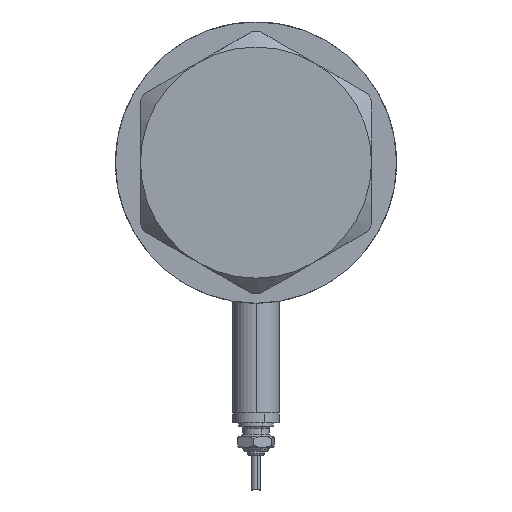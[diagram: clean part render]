
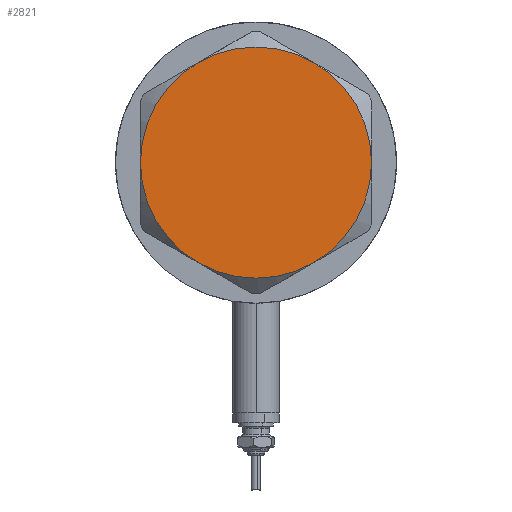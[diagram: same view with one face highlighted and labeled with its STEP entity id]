
A CAD part, left-side view. The second image highlights one B-rep face of the part: STEP entity #2821.
In plain terms, the highlighted face is planar.
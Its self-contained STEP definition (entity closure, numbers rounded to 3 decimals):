
#133 = VERTEX_POINT ( 'NONE', #241 ) ;
#219 = EDGE_CURVE ( 'NONE', #133, #1439, #2762, .T. ) ;
#241 = CARTESIAN_POINT ( 'NONE',  ( 15., -25.981, 14.5 ) ) ;
#389 = AXIS2_PLACEMENT_3D ( 'NONE', #3276, #5270, #2551 ) ;
#454 = AXIS2_PLACEMENT_3D ( 'NONE', #4514, #5533, #4680 ) ;
#904 = DIRECTION ( 'NONE',  ( 1., 0., 0. ) ) ;
#965 = CARTESIAN_POINT ( 'NONE',  ( 0., 0., 14.5 ) ) ;
#1045 = CARTESIAN_POINT ( 'NONE',  ( 0., 0., 14.5 ) ) ;
#1268 = VERTEX_POINT ( 'NONE', #3963 ) ;
#1439 = VERTEX_POINT ( 'NONE', #2036 ) ;
#1440 = CIRCLE ( 'NONE', #5482, 30. ) ;
#1446 = AXIS2_PLACEMENT_3D ( 'NONE', #4301, #4781, #4820 ) ;
#1581 = FACE_OUTER_BOUND ( 'NONE', #3742, .T. ) ;
#1604 = AXIS2_PLACEMENT_3D ( 'NONE', #4014, #5937, #5059 ) ;
#1730 = ORIENTED_EDGE ( 'NONE', *, *, #219, .T. ) ;
#1795 = CIRCLE ( 'NONE', #1604, 30. ) ;
#1936 = VERTEX_POINT ( 'NONE', #5785 ) ;
#2018 = EDGE_CURVE ( 'NONE', #1936, #5783, #1795, .T. ) ;
#2036 = CARTESIAN_POINT ( 'NONE',  ( 30., 0., 14.5 ) ) ;
#2048 = ORIENTED_EDGE ( 'NONE', *, *, #2418, .T. ) ;
#2270 = VERTEX_POINT ( 'NONE', #5302 ) ;
#2301 = CIRCLE ( 'NONE', #3551, 30. ) ;
#2418 = EDGE_CURVE ( 'NONE', #2270, #133, #2301, .T. ) ;
#2551 = DIRECTION ( 'NONE',  ( 1., 0., 0. ) ) ;
#2762 = CIRCLE ( 'NONE', #454, 30. ) ;
#2821 = ADVANCED_FACE ( 'NONE', ( #1581 ), #5291, .T. ) ;
#2883 = DIRECTION ( 'NONE',  ( 1., 0., 0. ) ) ;
#3173 = AXIS2_PLACEMENT_3D ( 'NONE', #4260, #4283, #2883 ) ;
#3276 = CARTESIAN_POINT ( 'NONE',  ( 0., 0., 14.5 ) ) ;
#3321 = DIRECTION ( 'NONE',  ( 0., 0., 1. ) ) ;
#3551 = AXIS2_PLACEMENT_3D ( 'NONE', #1045, #3321, #5172 ) ;
#3552 = ORIENTED_EDGE ( 'NONE', *, *, #4790, .T. ) ;
#3559 = CIRCLE ( 'NONE', #389, 30. ) ;
#3742 = EDGE_LOOP ( 'NONE', ( #1730, #3552, #5928, #5935, #5524, #2048 ) ) ;
#3963 = CARTESIAN_POINT ( 'NONE',  ( -30., 0., 14.5 ) ) ;
#4014 = CARTESIAN_POINT ( 'NONE',  ( 0., 0., 14.5 ) ) ;
#4260 = CARTESIAN_POINT ( 'NONE',  ( 0., 0., 14.5 ) ) ;
#4283 = DIRECTION ( 'NONE',  ( 0., 0., 1. ) ) ;
#4301 = CARTESIAN_POINT ( 'NONE',  ( 0., 0., 14.5 ) ) ;
#4514 = CARTESIAN_POINT ( 'NONE',  ( 0., 0., 14.5 ) ) ;
#4680 = DIRECTION ( 'NONE',  ( 1., 0., 0. ) ) ;
#4710 = CIRCLE ( 'NONE', #1446, 30. ) ;
#4781 = DIRECTION ( 'NONE',  ( 0., 0., 1. ) ) ;
#4790 = EDGE_CURVE ( 'NONE', #1439, #1936, #1440, .T. ) ;
#4820 = DIRECTION ( 'NONE',  ( 1., 0., 0. ) ) ;
#4917 = EDGE_CURVE ( 'NONE', #5783, #1268, #3559, .T. ) ;
#5059 = DIRECTION ( 'NONE',  ( 1., 0., 0. ) ) ;
#5172 = DIRECTION ( 'NONE',  ( 1., 0., 0. ) ) ;
#5270 = DIRECTION ( 'NONE',  ( 0., 0., 1. ) ) ;
#5291 = PLANE ( 'NONE',  #3173 ) ;
#5302 = CARTESIAN_POINT ( 'NONE',  ( -15., -25.981, 14.5 ) ) ;
#5367 = EDGE_CURVE ( 'NONE', #1268, #2270, #4710, .T. ) ;
#5482 = AXIS2_PLACEMENT_3D ( 'NONE', #965, #5929, #904 ) ;
#5524 = ORIENTED_EDGE ( 'NONE', *, *, #5367, .T. ) ;
#5533 = DIRECTION ( 'NONE',  ( 0., 0., 1. ) ) ;
#5783 = VERTEX_POINT ( 'NONE', #5893 ) ;
#5785 = CARTESIAN_POINT ( 'NONE',  ( 15., 25.981, 14.5 ) ) ;
#5893 = CARTESIAN_POINT ( 'NONE',  ( -15., 25.981, 14.5 ) ) ;
#5928 = ORIENTED_EDGE ( 'NONE', *, *, #2018, .T. ) ;
#5929 = DIRECTION ( 'NONE',  ( 0., 0., 1. ) ) ;
#5935 = ORIENTED_EDGE ( 'NONE', *, *, #4917, .T. ) ;
#5937 = DIRECTION ( 'NONE',  ( 0., 0., 1. ) ) ;
